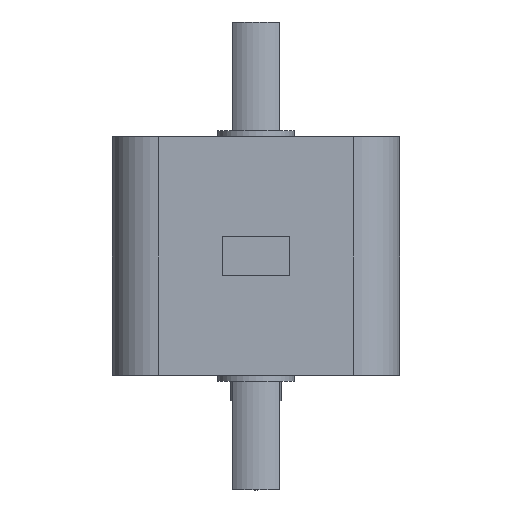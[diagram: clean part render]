
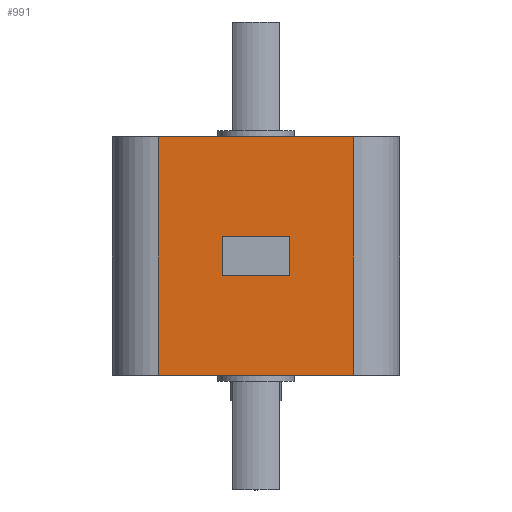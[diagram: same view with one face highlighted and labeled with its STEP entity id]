
A CAD part, left-side view. The second image highlights one B-rep face of the part: STEP entity #991.
In plain terms, the highlighted planar face has unit normal (-1, 0, 0).
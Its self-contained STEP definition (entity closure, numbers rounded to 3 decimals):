
#22=LINE('',#1396,#100);
#26=LINE('',#1404,#104);
#29=LINE('',#1410,#107);
#32=LINE('',#1415,#110);
#65=LINE('',#1623,#143);
#74=LINE('',#1643,#152);
#82=LINE('',#1662,#160);
#99=LINE('',#1716,#177);
#100=VECTOR('',#1120,5.3);
#104=VECTOR('',#1126,3.1);
#107=VECTOR('',#1131,5.3);
#110=VECTOR('',#1136,3.1);
#143=VECTOR('',#1277,18.65);
#152=VECTOR('',#1292,15.3);
#160=VECTOR('',#1306,18.65);
#177=VECTOR('',#1373,15.3);
#205=PLANE('',#1094);
#277=FACE_BOUND('',#395,.T.);
#278=FACE_BOUND('',#396,.T.);
#395=EDGE_LOOP('',(#895,#896,#897,#898));
#396=EDGE_LOOP('',(#899,#900,#901,#902));
#450=VERTEX_POINT('',#1394);
#451=VERTEX_POINT('',#1395);
#454=VERTEX_POINT('',#1403);
#456=VERTEX_POINT('',#1409);
#500=VERTEX_POINT('',#1620);
#501=VERTEX_POINT('',#1622);
#509=VERTEX_POINT('',#1642);
#516=VERTEX_POINT('',#1658);
#536=EDGE_CURVE('',#450,#451,#22,.T.);
#540=EDGE_CURVE('',#451,#454,#26,.T.);
#543=EDGE_CURVE('',#454,#456,#29,.T.);
#546=EDGE_CURVE('',#456,#450,#32,.T.);
#610=EDGE_CURVE('',#500,#501,#65,.T.);
#620=EDGE_CURVE('',#501,#509,#74,.T.);
#630=EDGE_CURVE('',#509,#516,#82,.T.);
#657=EDGE_CURVE('',#516,#500,#99,.T.);
#895=ORIENTED_EDGE('',*,*,#536,.T.);
#896=ORIENTED_EDGE('',*,*,#540,.T.);
#897=ORIENTED_EDGE('',*,*,#543,.T.);
#898=ORIENTED_EDGE('',*,*,#546,.T.);
#899=ORIENTED_EDGE('',*,*,#610,.F.);
#900=ORIENTED_EDGE('',*,*,#657,.F.);
#901=ORIENTED_EDGE('',*,*,#630,.F.);
#902=ORIENTED_EDGE('',*,*,#620,.F.);
#991=ADVANCED_FACE('',(#277,#278),#205,.T.);
#1094=AXIS2_PLACEMENT_3D('',#1715,#1371,#1372);
#1120=DIRECTION('',(0.,-1.,0.));
#1126=DIRECTION('',(0.,0.,-1.));
#1131=DIRECTION('',(0.,1.,0.));
#1136=DIRECTION('',(0.,0.,1.));
#1277=DIRECTION('',(0.,0.,-1.));
#1292=DIRECTION('',(0.,1.,0.));
#1306=DIRECTION('',(0.,0.,1.));
#1371=DIRECTION('center_axis',(-1.,0.,0.));
#1372=DIRECTION('ref_axis',(0.,-1.,0.));
#1373=DIRECTION('',(0.,-1.,0.));
#1394=CARTESIAN_POINT('',(-18.5,2.65,10.875));
#1395=CARTESIAN_POINT('',(-18.5,-2.65,10.875));
#1396=CARTESIAN_POINT('',(-18.5,4.3,10.875));
#1403=CARTESIAN_POINT('',(-18.5,-2.65,7.775));
#1404=CARTESIAN_POINT('',(-18.5,-2.65,3.888));
#1409=CARTESIAN_POINT('',(-18.5,2.65,7.775));
#1410=CARTESIAN_POINT('',(-18.5,6.95,7.775));
#1415=CARTESIAN_POINT('',(-18.5,2.65,5.438));
#1620=CARTESIAN_POINT('',(-18.5,-7.65,18.65));
#1622=CARTESIAN_POINT('',(-18.5,-7.65,0.));
#1623=CARTESIAN_POINT('',(-18.5,-7.65,0.));
#1642=CARTESIAN_POINT('',(-18.5,7.65,0.));
#1643=CARTESIAN_POINT('',(-18.5,-11.25,0.));
#1658=CARTESIAN_POINT('',(-18.5,7.65,18.65));
#1662=CARTESIAN_POINT('',(-18.5,7.65,0.));
#1715=CARTESIAN_POINT('Origin',(-18.5,11.25,0.));
#1716=CARTESIAN_POINT('',(-18.5,-11.25,18.65));
